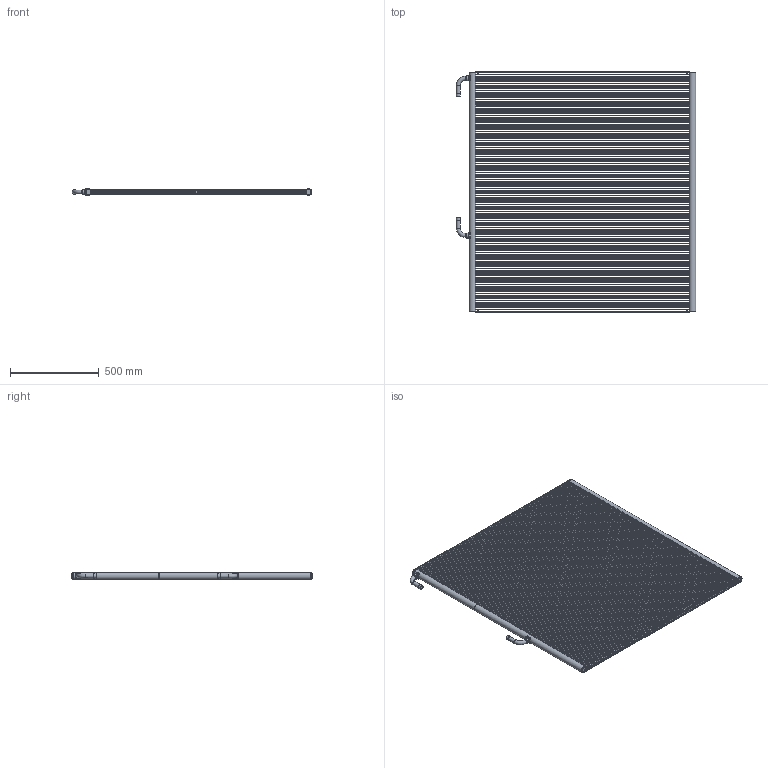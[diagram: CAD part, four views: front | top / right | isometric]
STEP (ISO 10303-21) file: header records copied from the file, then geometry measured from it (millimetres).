
FILE_DESCRIPTION(('TFLEX Exchange Step'),'2;1');
FILE_NAME('RC-1900.stp', '2023-04-05T11:37:55+03:00',('EXT0102'),('Unknown organisation'),'TFLEX Exchange 2022.1','T-FLEX CAD','Unknown authorisation');
FILE_SCHEMA( ('AUTOMOTIVE_DESIGN { 1 0 10303 214 1 1 1 1 }') );
Length unit declared in the file: millimetre
Products named in the file (1): Nodes
Bounding box: 1347.1 x 1358 x 38 mm (x, y, z)
Volume: 9109853.1 mm3; surface area: 9536234 mm2
Topology: 1 solids, 2 shells, 2430 faces, 7413 edges, 5142 vertices
Faces by surface type: cylinder 1272, plane 1140, torus 16, cone 2
Full cylindrical faces by diameter (mm): 3.2 x16, 17 x2, 20 x2, 20.7 x2, 21 x4, 22.2 x6, 24.2 x2, 28 x6, 33 x3, 38 x2
Entity records: 277043 total; most frequent: CARTESIAN_POINT 211402, ORIENTED_EDGE 14826, DIRECTION 12509, EDGE_CURVE 7413, VERTEX_POINT 5142, AXIS2_PLACEMENT_3D 4831, EDGE_LOOP 2885, FACE_BOUND 2885
